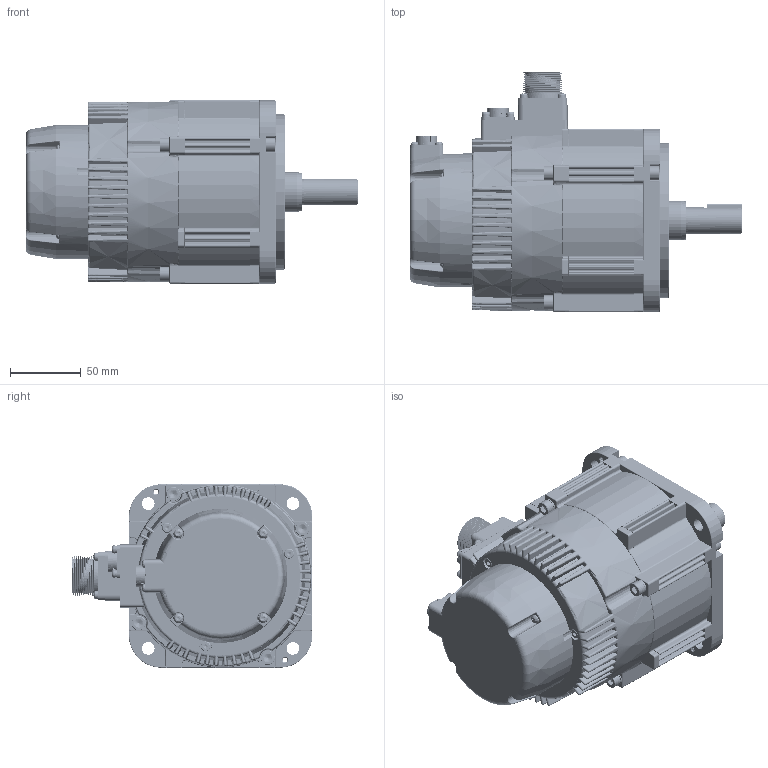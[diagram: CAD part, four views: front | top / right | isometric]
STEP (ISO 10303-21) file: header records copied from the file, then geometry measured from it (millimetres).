
FILE_DESCRIPTION(/* description */ (''),/* implementation_level */ '2;1');
FILE_NAME(/* name */ 'X6MG085A-B2LD.stp',/* time_stamp */ '2019-12-06T11:52:30+08:00',/* author */ (''),/* organization */ (''),/* preprocessor_version */ 'ST-DEVELOPER v16',/* originating_system */ 'SIEMENS PLM Software NX 10.0',/* authorisation */ '');
FILE_SCHEMA (('AUTOMOTIVE_DESIGN { 1 0 10303 214 3 1 1 1 }'));
Products named in the file (1): hc1C74D3662hbm
Bounding box: 235.2 x 170.44 x 130 mm (x, y, z)
Surface area: 153204.3 mm2 (no closed solid volume)
Topology: 0 solids, 1 shells, 3380 faces, 9598 edges, 6102 vertices
Faces by surface type: plane 1327, cylinder 977, bspline 439, torus 335, cone 198, sphere 104
Full cylindrical faces by diameter (mm): 0.8 x4, 1 x12, 2.4 x4, 2.5 x18, 3 x69, 3.2 x7, 3.3 x4, 3.4 x4, 4.2 x19, 5.2 x1, 5.5 x4, 5.6 x4, 5.8 x4, 6 x12, 6.7 x4, 7 x3, 7.6 x3, 9 x4, 10 x16, 11.8 x2, 18.8 x1, 19 x2, 24 x1, 28 x11, 34 x1, 40 x1, 44.4 x1, 45 x1, 95 x1, 110 x1
Entity records: 213964 total; most frequent: CARTESIAN_POINT 135156, ORIENTED_EDGE 17534, DIRECTION 15276, EDGE_CURVE 8767, AXIS2_PLACEMENT_3D 6032, VERTEX_POINT 5676, EDGE_LOOP 3635, ADVANCED_FACE 3259
